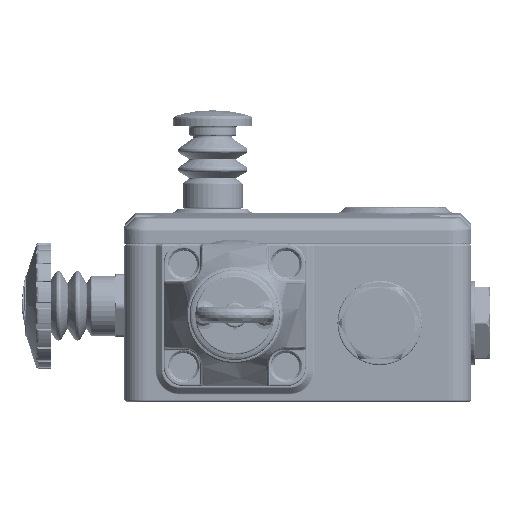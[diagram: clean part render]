
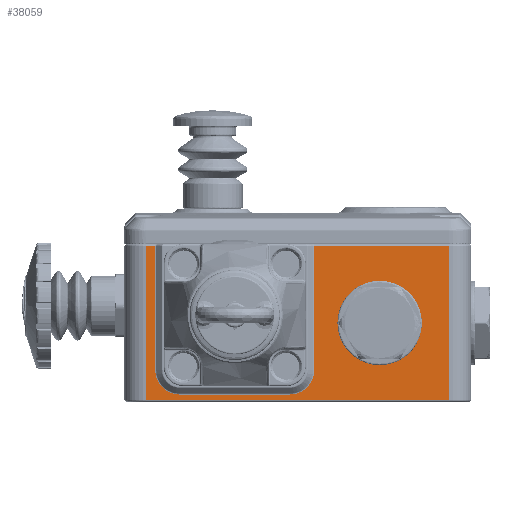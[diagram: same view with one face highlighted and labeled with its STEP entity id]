
A CAD part, left-side view. The second image highlights one B-rep face of the part: STEP entity #38059.
In plain terms, the highlighted planar face has unit normal (-1, 0, 0).
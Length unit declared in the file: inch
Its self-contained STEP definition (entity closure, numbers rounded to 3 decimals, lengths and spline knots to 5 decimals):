
#555 = DIRECTION ( 'NONE',  ( 0., -1., 0. ) ) ;
#692 = CARTESIAN_POINT ( 'NONE',  ( -3.93701, 1.41732, -1.14173 ) ) ;
#3391 = CIRCLE ( 'NONE', #116693, 0.43307 ) ;
#4936 = PLANE ( 'NONE',  #35442 ) ;
#5050 = EDGE_CURVE ( 'NONE', #126798, #43037, #73008, .T. ) ;
#5845 = CARTESIAN_POINT ( 'NONE',  ( -3.93701, 1.94094, -1.96035 ) ) ;
#10935 = DIRECTION ( 'NONE',  ( -1., 0., 0. ) ) ;
#14118 = ORIENTED_EDGE ( 'NONE', *, *, #90232, .F. ) ;
#16801 = VERTEX_POINT ( 'NONE', #42666 ) ;
#23922 = CARTESIAN_POINT ( 'NONE',  ( -3.93701, 0.02756, -4.05512 ) ) ;
#24569 = CARTESIAN_POINT ( 'NONE',  ( -3.93701, 0.55118, -1.14173 ) ) ;
#25668 = FACE_BOUND ( 'NONE', #121286, .T. ) ;
#25892 = VECTOR ( 'NONE', #81714, 39.37008 ) ;
#28147 = EDGE_CURVE ( 'NONE', #70323, #16801, #37780, .T. ) ;
#29307 = ORIENTED_EDGE ( 'NONE', *, *, #108035, .F. ) ;
#29429 = VECTOR ( 'NONE', #49712, 39.37008 ) ;
#31711 = VECTOR ( 'NONE', #113389, 39.37008 ) ;
#33150 = CARTESIAN_POINT ( 'NONE',  ( -3.93701, 0.09027, -3.64173 ) ) ;
#34397 = CARTESIAN_POINT ( 'NONE',  ( -3.93701, 0., -4.05512 ) ) ;
#35442 = AXIS2_PLACEMENT_3D ( 'NONE', #93149, #137202, #167048 ) ;
#36846 = ORIENTED_EDGE ( 'NONE', *, *, #117201, .F. ) ;
#37780 = LINE ( 'NONE', #80957, #106419 ) ;
#38059 = ADVANCED_FACE ( 'NONE', ( #25668, #50924 ), #4936, .F. ) ;
#38634 = ORIENTED_EDGE ( 'NONE', *, *, #54054, .F. ) ;
#39032 = CARTESIAN_POINT ( 'NONE',  ( -3.93701, 0.3937, -3.94516 ) ) ;
#40900 = DIRECTION ( 'NONE',  ( 0., 0., 1. ) ) ;
#41595 = DIRECTION ( 'NONE',  ( 0., 1., 0. ) ) ;
#42666 = CARTESIAN_POINT ( 'NONE',  ( -3.93701, 0.02756, -0.27559 ) ) ;
#43037 = VERTEX_POINT ( 'NONE', #39032 ) ;
#45800 = DIRECTION ( 'NONE',  ( -1., 0., 0. ) ) ;
#46881 = CARTESIAN_POINT ( 'NONE',  ( -3.93701, 1.94094, -3.94516 ) ) ;
#49712 = DIRECTION ( 'NONE',  ( 0., 1., 0. ) ) ;
#50924 = FACE_OUTER_BOUND ( 'NONE', #147202, .T. ) ;
#51033 = EDGE_CURVE ( 'NONE', #43037, #62063, #160493, .T. ) ;
#54054 = EDGE_CURVE ( 'NONE', #61535, #91642, #92898, .T. ) ;
#55638 = CARTESIAN_POINT ( 'NONE',  ( -3.93701, 0.3937, -1.96035 ) ) ;
#58326 = VECTOR ( 'NONE', #119970, 39.37008 ) ;
#58665 = CARTESIAN_POINT ( 'NONE',  ( -3.93701, 0., -3.94516 ) ) ;
#59530 = VERTEX_POINT ( 'NONE', #24569 ) ;
#59561 = AXIS2_PLACEMENT_3D ( 'NONE', #103415, #115876, #143750 ) ;
#61535 = VERTEX_POINT ( 'NONE', #23922 ) ;
#61877 = DIRECTION ( 'NONE',  ( -1., 0., 0. ) ) ;
#62063 = VERTEX_POINT ( 'NONE', #33150 ) ;
#65115 = DIRECTION ( 'NONE',  ( 0., 1., 0. ) ) ;
#67278 = EDGE_CURVE ( 'NONE', #164751, #70323, #169052, .T. ) ;
#67703 = EDGE_CURVE ( 'NONE', #181890, #59530, #139077, .T. ) ;
#69495 = ORIENTED_EDGE ( 'NONE', *, *, #51033, .F. ) ;
#70323 = VERTEX_POINT ( 'NONE', #168181 ) ;
#72111 = CARTESIAN_POINT ( 'NONE',  ( -3.93701, 0.02756, -4.33071 ) ) ;
#73008 = LINE ( 'NONE', #58665, #58326 ) ;
#73407 = ORIENTED_EDGE ( 'NONE', *, *, #178454, .F. ) ;
#77085 = ORIENTED_EDGE ( 'NONE', *, *, #67703, .F. ) ;
#80957 = CARTESIAN_POINT ( 'NONE',  ( -3.93701, 0., -0.27559 ) ) ;
#81714 = DIRECTION ( 'NONE',  ( 0., 0., 1. ) ) ;
#84347 = LINE ( 'NONE', #142857, #125992 ) ;
#86163 = CIRCLE ( 'NONE', #187376, 0.30343 ) ;
#89930 = CARTESIAN_POINT ( 'NONE',  ( -3.93701, 0.3937, -2.26378 ) ) ;
#90073 = AXIS2_PLACEMENT_3D ( 'NONE', #185498, #10935, #41595 ) ;
#90232 = EDGE_CURVE ( 'NONE', #145732, #146826, #86163, .T. ) ;
#91642 = VERTEX_POINT ( 'NONE', #163630 ) ;
#92836 = ORIENTED_EDGE ( 'NONE', *, *, #118035, .F. ) ;
#92898 = LINE ( 'NONE', #34397, #29429 ) ;
#93149 = CARTESIAN_POINT ( 'NONE',  ( -3.93701, 0., 0. ) ) ;
#95964 = CARTESIAN_POINT ( 'NONE',  ( -3.93701, 0.09027, -2.26378 ) ) ;
#103415 = CARTESIAN_POINT ( 'NONE',  ( -3.93701, 0.98425, -1.14173 ) ) ;
#106419 = VECTOR ( 'NONE', #139433, 39.37008 ) ;
#106923 = CARTESIAN_POINT ( 'NONE',  ( -3.93701, 0.98425, -1.14173 ) ) ;
#108035 = EDGE_CURVE ( 'NONE', #146826, #164751, #108287, .T. ) ;
#108287 = LINE ( 'NONE', #167789, #114335 ) ;
#110491 = CARTESIAN_POINT ( 'NONE',  ( -3.93701, 1.94094, 0. ) ) ;
#113389 = DIRECTION ( 'NONE',  ( 0., 0., -1. ) ) ;
#114335 = VECTOR ( 'NONE', #65115, 39.37008 ) ;
#115876 = DIRECTION ( 'NONE',  ( -1., 0., 0. ) ) ;
#116693 = AXIS2_PLACEMENT_3D ( 'NONE', #106923, #61877, #555 ) ;
#117201 = EDGE_CURVE ( 'NONE', #59530, #181890, #3391, .T. ) ;
#117537 = CARTESIAN_POINT ( 'NONE',  ( -3.93701, 0.09027, 0. ) ) ;
#118035 = EDGE_CURVE ( 'NONE', #91642, #126798, #84347, .T. ) ;
#119970 = DIRECTION ( 'NONE',  ( 0., -1., 0. ) ) ;
#121214 = VECTOR ( 'NONE', #40900, 39.37008 ) ;
#121286 = EDGE_LOOP ( 'NONE', ( #77085, #36846 ) ) ;
#125992 = VECTOR ( 'NONE', #129357, 39.37008 ) ;
#126798 = VERTEX_POINT ( 'NONE', #46881 ) ;
#129357 = DIRECTION ( 'NONE',  ( 0., 0., 1. ) ) ;
#137202 = DIRECTION ( 'NONE',  ( 1., 0., 0. ) ) ;
#139077 = CIRCLE ( 'NONE', #59561, 0.43307 ) ;
#139433 = DIRECTION ( 'NONE',  ( 0., -1., 0. ) ) ;
#142504 = ORIENTED_EDGE ( 'NONE', *, *, #173345, .F. ) ;
#142857 = CARTESIAN_POINT ( 'NONE',  ( -3.93701, 1.94094, 0. ) ) ;
#143750 = DIRECTION ( 'NONE',  ( 0., -1., 0. ) ) ;
#145732 = VERTEX_POINT ( 'NONE', #95964 ) ;
#146826 = VERTEX_POINT ( 'NONE', #55638 ) ;
#147202 = EDGE_LOOP ( 'NONE', ( #38634, #142504, #154392, #174718, #29307, #14118, #73407, #69495, #151402, #92836 ) ) ;
#148445 = DIRECTION ( 'NONE',  ( 0., 0., 1. ) ) ;
#151402 = ORIENTED_EDGE ( 'NONE', *, *, #5050, .F. ) ;
#154392 = ORIENTED_EDGE ( 'NONE', *, *, #28147, .F. ) ;
#160400 = LINE ( 'NONE', #72111, #31711 ) ;
#160493 = CIRCLE ( 'NONE', #90073, 0.30343 ) ;
#163630 = CARTESIAN_POINT ( 'NONE',  ( -3.93701, 1.94094, -4.05512 ) ) ;
#164751 = VERTEX_POINT ( 'NONE', #5845 ) ;
#167048 = DIRECTION ( 'NONE',  ( 0., 0., 1. ) ) ;
#167789 = CARTESIAN_POINT ( 'NONE',  ( -3.93701, 0., -1.96035 ) ) ;
#168181 = CARTESIAN_POINT ( 'NONE',  ( -3.93701, 1.94094, -0.27559 ) ) ;
#169052 = LINE ( 'NONE', #110491, #25892 ) ;
#173345 = EDGE_CURVE ( 'NONE', #16801, #61535, #160400, .T. ) ;
#174718 = ORIENTED_EDGE ( 'NONE', *, *, #67278, .F. ) ;
#178454 = EDGE_CURVE ( 'NONE', #62063, #145732, #189506, .T. ) ;
#181890 = VERTEX_POINT ( 'NONE', #692 ) ;
#185498 = CARTESIAN_POINT ( 'NONE',  ( -3.93701, 0.3937, -3.64173 ) ) ;
#187376 = AXIS2_PLACEMENT_3D ( 'NONE', #89930, #45800, #148445 ) ;
#189506 = LINE ( 'NONE', #117537, #121214 ) ;
